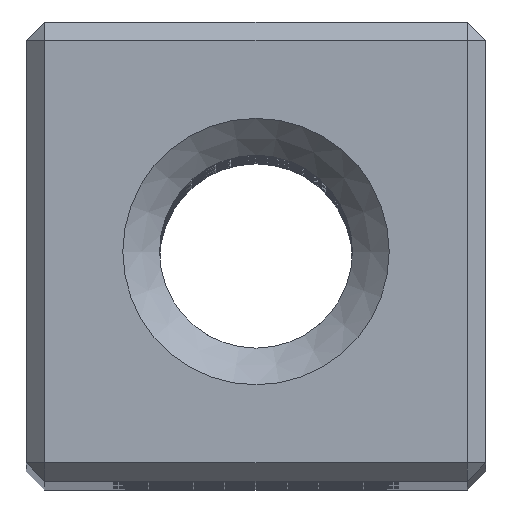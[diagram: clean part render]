
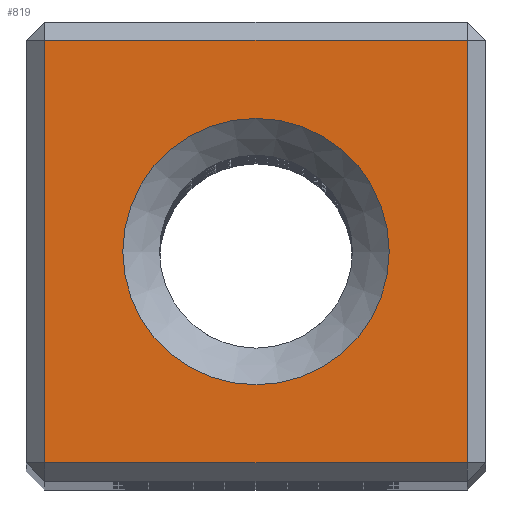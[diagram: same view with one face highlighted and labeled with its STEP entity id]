
A CAD part, top view. The second image highlights one B-rep face of the part: STEP entity #819.
In plain terms, the highlighted planar face has unit normal (0, 0, 1).
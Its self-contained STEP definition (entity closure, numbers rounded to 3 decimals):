
#245 = VERTEX_POINT('',#246);
#246 = CARTESIAN_POINT('',(4.6,-4.6,110.));
#254 = VERTEX_POINT('',#255);
#255 = CARTESIAN_POINT('',(4.6,4.6,110.));
#261 = EDGE_CURVE('',#245,#254,#262,.T.);
#262 = LINE('',#263,#264);
#263 = CARTESIAN_POINT('',(4.6,-5.,110.));
#264 = VECTOR('',#265,1.);
#265 = DIRECTION('',(0.,1.,0.));
#819 = ADVANCED_FACE('',(#820,#831),#856,.T.);
#820 = FACE_BOUND('',#821,.T.);
#821 = EDGE_LOOP('',(#822));
#822 = ORIENTED_EDGE('',*,*,#823,.F.);
#823 = EDGE_CURVE('',#824,#824,#826,.T.);
#824 = VERTEX_POINT('',#825);
#825 = CARTESIAN_POINT('',(2.9,0.,110.));
#826 = CIRCLE('',#827,2.9);
#827 = AXIS2_PLACEMENT_3D('',#828,#829,#830);
#828 = CARTESIAN_POINT('',(0.,0.,110.));
#829 = DIRECTION('',(0.,0.,1.));
#830 = DIRECTION('',(1.,0.,0.));
#831 = FACE_BOUND('',#832,.T.);
#832 = EDGE_LOOP('',(#833,#841,#849,#855));
#833 = ORIENTED_EDGE('',*,*,#834,.T.);
#834 = EDGE_CURVE('',#254,#835,#837,.T.);
#835 = VERTEX_POINT('',#836);
#836 = CARTESIAN_POINT('',(-4.6,4.6,110.));
#837 = LINE('',#838,#839);
#838 = CARTESIAN_POINT('',(5.,4.6,110.));
#839 = VECTOR('',#840,1.);
#840 = DIRECTION('',(-1.,0.,0.));
#841 = ORIENTED_EDGE('',*,*,#842,.T.);
#842 = EDGE_CURVE('',#835,#843,#845,.T.);
#843 = VERTEX_POINT('',#844);
#844 = CARTESIAN_POINT('',(-4.6,-4.6,110.));
#845 = LINE('',#846,#847);
#846 = CARTESIAN_POINT('',(-4.6,5.,110.));
#847 = VECTOR('',#848,1.);
#848 = DIRECTION('',(0.,-1.,0.));
#849 = ORIENTED_EDGE('',*,*,#850,.T.);
#850 = EDGE_CURVE('',#843,#245,#851,.T.);
#851 = LINE('',#852,#853);
#852 = CARTESIAN_POINT('',(-5.,-4.6,110.));
#853 = VECTOR('',#854,1.);
#854 = DIRECTION('',(1.,0.,0.));
#855 = ORIENTED_EDGE('',*,*,#261,.T.);
#856 = PLANE('',#857);
#857 = AXIS2_PLACEMENT_3D('',#858,#859,#860);
#858 = CARTESIAN_POINT('',(0.,0.,110.)
  );
#859 = DIRECTION('',(0.,0.,1.));
#860 = DIRECTION('',(1.,0.,0.));
